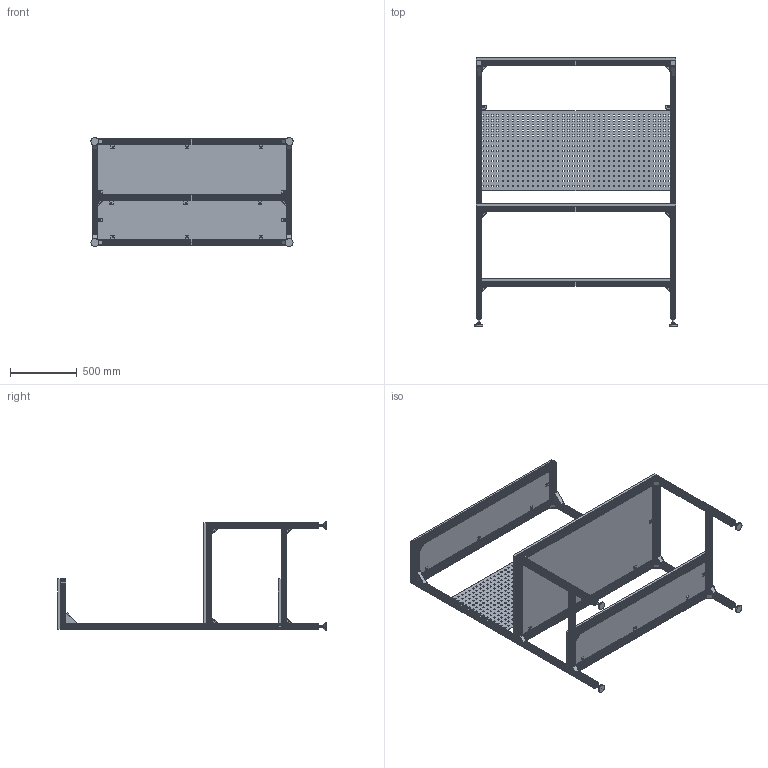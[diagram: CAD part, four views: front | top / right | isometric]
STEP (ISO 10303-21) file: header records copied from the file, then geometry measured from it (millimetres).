
FILE_DESCRIPTION (( 'STEP AP214' ), '1' );
FILE_NAME ('Ñáîðêà1.STEP', '2024-09-16T14:08:55', ( '' ), ( '' ), 'SwSTEP 2.0', 'SolidWorks 2024', '' );
FILE_SCHEMA (( 'AUTOMOTIVE_DESIGN' ));
Length unit declared in the file: millimetre
Products named in the file (24): E36_00; 40х40SL_2000; D02_Упрощение_1; 40х40SL_650; Сборка1; Фанера_Подстолье фанера; 40х40SL_750; X01_Упрощение_1; SNSS.40.038 Перфорированная панель 1500x600_1; 40х40SL_520; СПSNSD.30.50.66. Пластина(А31)_Упрощение_1; Фанера_Верхняя фанера; Промышленный стол L=1500х760мм_Упрощение_1; СПA48SNSD.30.50.73. Гайка М12(A43)_Упрощение_1; СПSNSD.30.50.66. Болт(А31)_Упрощение_1; A19_Упрощение_1; Фанера_Нижняя фанера; A31_Упрощение_1; СПA48SNSD.30.50.73. Опора(A43)_00; A18_Упрощение_1; A48_Упрощение_1; СПA48SNSD.30.50.73. Болт(A43)_Упрощение_1; A11_Упрощение_1; 40х40SL_1720
Assembly tree (109 placements, depth 4):
  Сборка1
    Промышленный стол L=1500х760мм_Упрощение_1
      A31_Упрощение_1  x4
        СПSNSD.30.50.66. Пластина(А31)_Упрощение_1
        СПSNSD.30.50.66. Болт(А31)_Упрощение_1
      A48_Упрощение_1  x4
        СПA48SNSD.30.50.73. Опора(A43)_00
        СПA48SNSD.30.50.73. Болт(A43)_Упрощение_1
        СПA48SNSD.30.50.73. Гайка М12(A43)_Упрощение_1
      A19_Упрощение_1  x2
      A11_Упрощение_1  x2
      40х40SL_1720  x2
      40х40SL_750  x2
      40х40SL_520  x4
      40х40SL_650  x2
      40х40SL_2000  x6
      A18_Упрощение_1  x20
      D02_Упрощение_1  x20
      Фанера_Верхняя фанера
      Фанера_Нижняя фанера
      Фанера_Подстолье фанера
      E36_00  x26
      X01_Упрощение_1  x2
      SNSS.40.038 Перфорированная панель 1500x600_1
Bounding box: 1519.29 x 2020 x 819.26 mm (x, y, z)
Volume: 57065839.5 mm3; surface area: 16125639.1 mm2
Topology: 126 solids, 134 shells, 11824 faces, 33246 edges, 21940 vertices
Faces by surface type: plane 8712, cylinder 2992, cone 88, sphere 16, bspline 16
Entity records: 151270 total; most frequent: CARTESIAN_POINT 26699, ORIENTED_EDGE 26298, DIRECTION 24035, EDGE_CURVE 13149, LINE 11359, VECTOR 11359, VERTEX_POINT 8754, AXIS2_PLACEMENT_3D 6338
